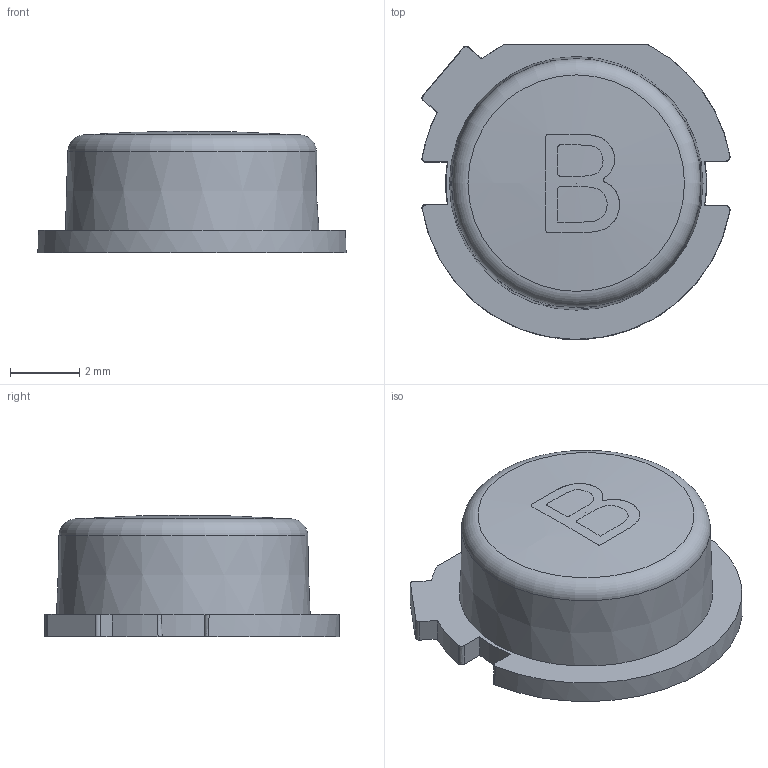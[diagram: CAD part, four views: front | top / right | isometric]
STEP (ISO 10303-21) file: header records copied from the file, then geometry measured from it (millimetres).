
FILE_DESCRIPTION(/* description */ (''),/* implementation_level */ '2;1');
FILE_NAME(/* name */ 'B-Button.step',/* time_stamp */ '2024-03-14T19:29:23-07:00',/* author */ (''),/* organization */ (''),/* preprocessor_version */ 'ST-DEVELOPER v20',/* originating_system */ 'Autodesk Translation Framework v12.20.1.177',/* authorisation */ '');
FILE_SCHEMA (('AUTOMOTIVE_DESIGN { 1 0 10303 214 3 1 1 }'));
Length unit declared in the file: millimetre
Products named in the file (3): DSL_Btn_B; Button_body; Button_Fill
Assembly tree (2 placements, depth 2):
  DSL_Btn_B
    Button_body
    Button_Fill
Bounding box: 8.88 x 8.5 x 3.5 mm (x, y, z)
Volume: 126.6 mm3; surface area: 415.9 mm2
Topology: 2 solids, 2 shells, 153 faces, 447 edges, 292 vertices
Faces by surface type: bspline 55, plane 42, cylinder 20, sphere 20, cone 13, torus 3
Entity records: 9151 total; most frequent: CARTESIAN_POINT 5460, ORIENTED_EDGE 888, DIRECTION 589, EDGE_CURVE 444, VERTEX_POINT 292, AXIS2_PLACEMENT_3D 254, B_SPLINE_CURVE_WITH_KNOTS 208, EDGE_LOOP 160
